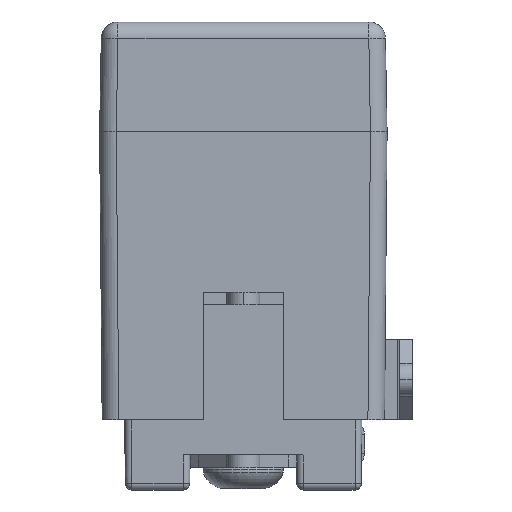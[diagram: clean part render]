
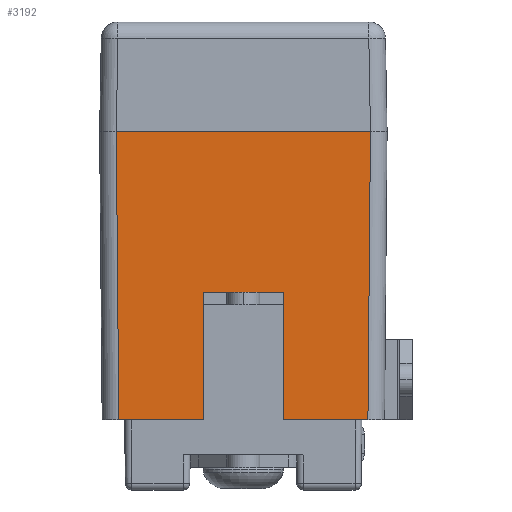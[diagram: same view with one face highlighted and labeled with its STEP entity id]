
A CAD part, front view. The second image highlights one B-rep face of the part: STEP entity #3192.
In plain terms, the highlighted planar face has unit normal (0, -1, 0).
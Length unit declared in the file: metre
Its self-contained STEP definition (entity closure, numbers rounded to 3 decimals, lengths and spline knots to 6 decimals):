
#716=ORIENTED_EDGE('',*,*,#1428,.T.);
#717=ORIENTED_EDGE('',*,*,#1445,.T.);
#718=ORIENTED_EDGE('',*,*,#1414,.F.);
#719=ORIENTED_EDGE('',*,*,#1446,.F.);
#720=ORIENTED_EDGE('',*,*,#1447,.F.);
#721=ORIENTED_EDGE('',*,*,#1448,.F.);
#722=ORIENTED_EDGE('',*,*,#1409,.F.);
#723=ORIENTED_EDGE('',*,*,#1449,.T.);
#1409=EDGE_CURVE('',#1795,#1796,#2103,.T.);
#1414=EDGE_CURVE('',#1800,#1801,#2108,.T.);
#1428=EDGE_CURVE('',#1814,#1813,#2118,.T.);
#1445=EDGE_CURVE('',#1813,#1801,#2132,.T.);
#1446=EDGE_CURVE('',#1824,#1800,#2133,.T.);
#1447=EDGE_CURVE('',#1825,#1824,#2134,.T.);
#1448=EDGE_CURVE('',#1796,#1825,#2135,.T.);
#1449=EDGE_CURVE('',#1795,#1814,#2136,.T.);
#1795=VERTEX_POINT('',#5218);
#1796=VERTEX_POINT('',#5220);
#1800=VERTEX_POINT('',#5230);
#1801=VERTEX_POINT('',#5231);
#1813=VERTEX_POINT('',#5257);
#1814=VERTEX_POINT('',#5259);
#1824=VERTEX_POINT('',#5291);
#1825=VERTEX_POINT('',#5293);
#2103=LINE('',#5219,#2410);
#2108=LINE('',#5229,#2415);
#2118=LINE('',#5258,#2425);
#2132=LINE('',#5289,#2439);
#2133=LINE('',#5290,#2440);
#2134=LINE('',#5292,#2441);
#2135=LINE('',#5294,#2442);
#2136=LINE('',#5295,#2443);
#2410=VECTOR('',#4201,1.);
#2415=VECTOR('',#4208,1.);
#2425=VECTOR('',#4228,1.);
#2439=VECTOR('',#4256,1.);
#2440=VECTOR('',#4257,1.);
#2441=VECTOR('',#4258,1.);
#2442=VECTOR('',#4259,1.);
#2443=VECTOR('',#4260,1.);
#2664=EDGE_LOOP('',(#716,#717,#718,#719,#720,#721,#722,#723));
#2875=FACE_BOUND('',#2664,.T.);
#3057=PLANE('',#3560);
#3192=ADVANCED_FACE('',(#2875),#3057,.F.);
#3560=AXIS2_PLACEMENT_3D('',#5288,#4254,#4255);
#4201=DIRECTION('',(-1.,0.,0.));
#4208=DIRECTION('',(-1.,0.,0.));
#4228=DIRECTION('',(-1.,0.,0.));
#4254=DIRECTION('',(0.,1.,0.));
#4255=DIRECTION('',(1.,0.,0.));
#4256=DIRECTION('',(0.009,0.,-1.));
#4257=DIRECTION('',(0.,0.,-1.));
#4258=DIRECTION('',(-1.,0.,0.));
#4259=DIRECTION('',(0.,0.,1.));
#4260=DIRECTION('',(0.009,0.,1.));
#5218=CARTESIAN_POINT('',(0.003891,-0.00628,-0.009));
#5219=CARTESIAN_POINT('',(0.00449,-0.00628,-0.009));
#5220=CARTESIAN_POINT('',(0.00125,-0.00628,-0.009));
#5229=CARTESIAN_POINT('',(0.00449,-0.00628,-0.009));
#5230=CARTESIAN_POINT('',(-0.00125,-0.00628,-0.009));
#5231=CARTESIAN_POINT('',(-0.003891,-0.00628,-0.009));
#5257=CARTESIAN_POINT('',(-0.00397,-0.00628,0.));
#5258=CARTESIAN_POINT('',(0.00449,-0.00628,0.));
#5259=CARTESIAN_POINT('',(0.00397,-0.00628,0.));
#5288=CARTESIAN_POINT('',(0.00449,-0.00628,-0.009));
#5289=CARTESIAN_POINT('',(-0.003891,-0.00628,-0.009073));
#5290=CARTESIAN_POINT('',(-0.00125,-0.00628,-0.00501));
#5291=CARTESIAN_POINT('',(-0.00125,-0.00628,-0.00501));
#5292=CARTESIAN_POINT('',(0.00125,-0.00628,-0.00501));
#5293=CARTESIAN_POINT('',(0.00125,-0.00628,-0.00501));
#5294=CARTESIAN_POINT('',(0.00125,-0.00628,-0.00501));
#5295=CARTESIAN_POINT('',(0.003891,-0.00628,-0.008995));
